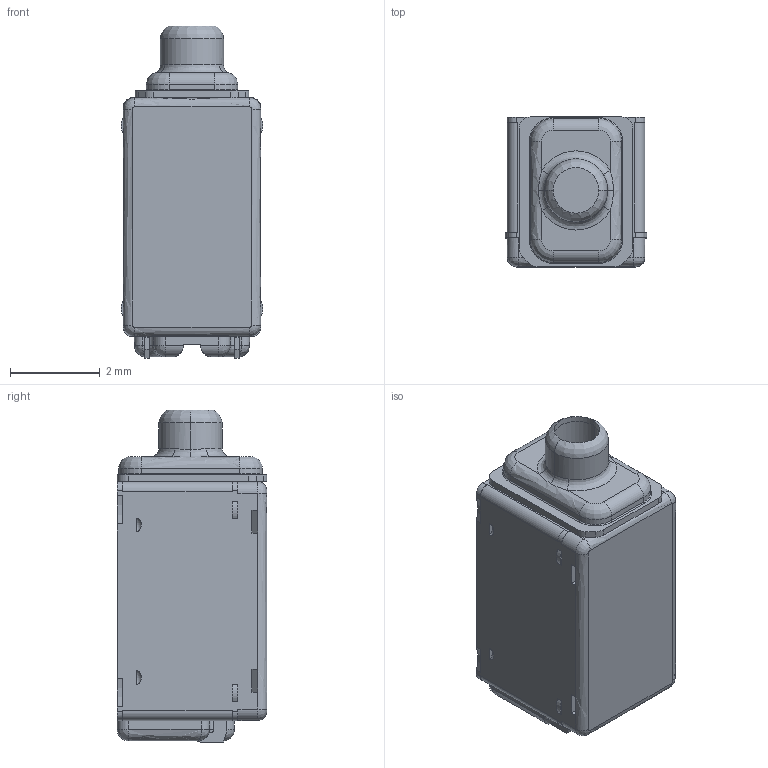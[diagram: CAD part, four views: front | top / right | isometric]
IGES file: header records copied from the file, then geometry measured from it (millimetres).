
Start section:  PTC IGES file: rlq-34240-000_sw0001.igs
Global section: file name: rlq-34240-000_sw0001.igs; native system: Creo Parametric by PTC Inc.; preprocessor: 2021184; author: DJacob; organization: Unknown; date: 20220505.152847; units: millimetre
Bounding box: 3.16 x 3.34 x 7.4 mm (x, y, z)
Volume: 16.3 mm3; surface area: 220.2 mm2
Topology: 1 solids, 1 shells, 348 faces, 938 edges, 582 vertices
Faces by surface type: bspline 179, revolution 169
